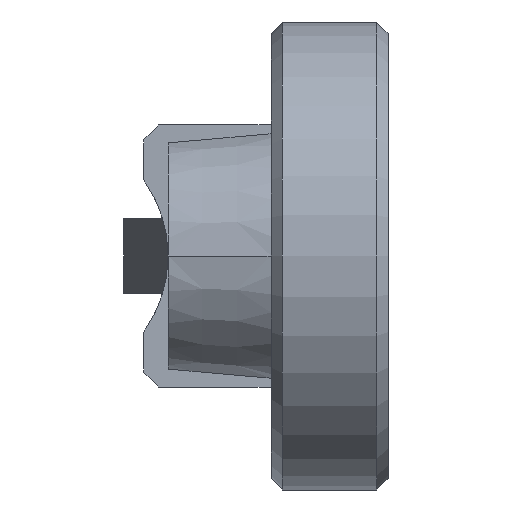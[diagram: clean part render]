
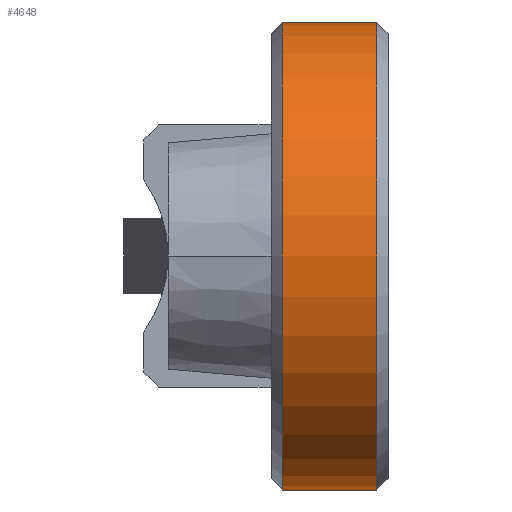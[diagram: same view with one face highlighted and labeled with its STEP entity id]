
A CAD part, left-side view. The second image highlights one B-rep face of the part: STEP entity #4648.
In plain terms, the highlighted cylindrical face has radius 6.25 mm (diameter 12.5 mm), a partial arc.
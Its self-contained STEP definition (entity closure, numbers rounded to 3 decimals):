
#858 = CONICAL_SURFACE('',#859,6.25,0.785);
#859 = AXIS2_PLACEMENT_3D('',#860,#861,#862);
#860 = CARTESIAN_POINT('',(-25.,-0.3,0.));
#861 = DIRECTION('',(-0.,-1.,0.));
#862 = DIRECTION('',(0.,0.,-1.));
#2456 = VERTEX_POINT('',#2457);
#2457 = CARTESIAN_POINT('',(-25.,-0.3,-6.25));
#2478 = VERTEX_POINT('',#2479);
#2479 = CARTESIAN_POINT('',(-25.,-0.3,6.25));
#2498 = EDGE_CURVE('',#2456,#2478,#2499,.T.);
#2499 = SURFACE_CURVE('',#2500,(#2505,#2512),.PCURVE_S1.);
#2500 = CIRCLE('',#2501,6.25);
#2501 = AXIS2_PLACEMENT_3D('',#2502,#2503,#2504);
#2502 = CARTESIAN_POINT('',(-25.,-0.3,0.));
#2503 = DIRECTION('',(0.,1.,0.));
#2504 = DIRECTION('',(0.,0.,-1.));
#2505 = PCURVE('',#858,#2506);
#2506 = DEFINITIONAL_REPRESENTATION('',(#2507),#2511);
#2507 = LINE('',#2508,#2509);
#2508 = CARTESIAN_POINT('',(-0.,0.));
#2509 = VECTOR('',#2510,1.);
#2510 = DIRECTION('',(-1.,0.));
#2511 = ( GEOMETRIC_REPRESENTATION_CONTEXT(2) 
PARAMETRIC_REPRESENTATION_CONTEXT() REPRESENTATION_CONTEXT('2D SPACE',''
  ) );
#2512 = PCURVE('',#2513,#2518);
#2513 = CYLINDRICAL_SURFACE('',#2514,6.25);
#2514 = AXIS2_PLACEMENT_3D('',#2515,#2516,#2517);
#2515 = CARTESIAN_POINT('',(-25.,0.,0.));
#2516 = DIRECTION('',(0.,1.,0.));
#2517 = DIRECTION('',(-1.,0.,0.));
#2518 = DEFINITIONAL_REPRESENTATION('',(#2519),#2523);
#2519 = LINE('',#2520,#2521);
#2520 = CARTESIAN_POINT('',(4.712,-0.3));
#2521 = VECTOR('',#2522,1.);
#2522 = DIRECTION('',(1.,0.));
#2523 = ( GEOMETRIC_REPRESENTATION_CONTEXT(2) 
PARAMETRIC_REPRESENTATION_CONTEXT() REPRESENTATION_CONTEXT('2D SPACE',''
  ) );
#2565 = PLANE('',#2566);
#2566 = AXIS2_PLACEMENT_3D('',#2567,#2568,#2569);
#2567 = CARTESIAN_POINT('',(25.,0.,-6.25));
#2568 = DIRECTION('',(0.,0.,-1.));
#2569 = DIRECTION('',(-1.,0.,0.));
#2617 = PLANE('',#2618);
#2618 = AXIS2_PLACEMENT_3D('',#2619,#2620,#2621);
#2619 = CARTESIAN_POINT('',(-25.,0.,6.25));
#2620 = DIRECTION('',(0.,0.,1.));
#2621 = DIRECTION('',(1.,0.,0.));
#4648 = ADVANCED_FACE('',(#4649),#2513,.T.);
#4649 = FACE_BOUND('',#4650,.T.);
#4650 = EDGE_LOOP('',(#4651,#4674,#4703,#4724));
#4651 = ORIENTED_EDGE('',*,*,#4652,.T.);
#4652 = EDGE_CURVE('',#2456,#4653,#4655,.T.);
#4653 = VERTEX_POINT('',#4654);
#4654 = CARTESIAN_POINT('',(-25.,-2.825,-6.25));
#4655 = SURFACE_CURVE('',#4656,(#4660,#4667),.PCURVE_S1.);
#4656 = LINE('',#4657,#4658);
#4657 = CARTESIAN_POINT('',(-25.,0.,-6.25));
#4658 = VECTOR('',#4659,1.);
#4659 = DIRECTION('',(0.,-1.,0.));
#4660 = PCURVE('',#2513,#4661);
#4661 = DEFINITIONAL_REPRESENTATION('',(#4662),#4666);
#4662 = LINE('',#4663,#4664);
#4663 = CARTESIAN_POINT('',(4.712,0.));
#4664 = VECTOR('',#4665,1.);
#4665 = DIRECTION('',(0.,-1.));
#4666 = ( GEOMETRIC_REPRESENTATION_CONTEXT(2) 
PARAMETRIC_REPRESENTATION_CONTEXT() REPRESENTATION_CONTEXT('2D SPACE',''
  ) );
#4667 = PCURVE('',#2565,#4668);
#4668 = DEFINITIONAL_REPRESENTATION('',(#4669),#4673);
#4669 = LINE('',#4670,#4671);
#4670 = CARTESIAN_POINT('',(50.,0.));
#4671 = VECTOR('',#4672,1.);
#4672 = DIRECTION('',(0.,-1.));
#4673 = ( GEOMETRIC_REPRESENTATION_CONTEXT(2) 
PARAMETRIC_REPRESENTATION_CONTEXT() REPRESENTATION_CONTEXT('2D SPACE',''
  ) );
#4674 = ORIENTED_EDGE('',*,*,#4675,.T.);
#4675 = EDGE_CURVE('',#4653,#4676,#4678,.T.);
#4676 = VERTEX_POINT('',#4677);
#4677 = CARTESIAN_POINT('',(-25.,-2.825,6.25));
#4678 = SURFACE_CURVE('',#4679,(#4684,#4691),.PCURVE_S1.);
#4679 = CIRCLE('',#4680,6.25);
#4680 = AXIS2_PLACEMENT_3D('',#4681,#4682,#4683);
#4681 = CARTESIAN_POINT('',(-25.,-2.825,0.));
#4682 = DIRECTION('',(0.,1.,0.));
#4683 = DIRECTION('',(0.,0.,-1.));
#4684 = PCURVE('',#2513,#4685);
#4685 = DEFINITIONAL_REPRESENTATION('',(#4686),#4690);
#4686 = LINE('',#4687,#4688);
#4687 = CARTESIAN_POINT('',(4.712,-2.825));
#4688 = VECTOR('',#4689,1.);
#4689 = DIRECTION('',(1.,0.));
#4690 = ( GEOMETRIC_REPRESENTATION_CONTEXT(2) 
PARAMETRIC_REPRESENTATION_CONTEXT() REPRESENTATION_CONTEXT('2D SPACE',''
  ) );
#4691 = PCURVE('',#4692,#4697);
#4692 = CONICAL_SURFACE('',#4693,6.25,0.785);
#4693 = AXIS2_PLACEMENT_3D('',#4694,#4695,#4696);
#4694 = CARTESIAN_POINT('',(-25.,-2.825,0.));
#4695 = DIRECTION('',(0.,1.,0.));
#4696 = DIRECTION('',(0.,0.,-1.));
#4697 = DEFINITIONAL_REPRESENTATION('',(#4698),#4702);
#4698 = LINE('',#4699,#4700);
#4699 = CARTESIAN_POINT('',(0.,-0.));
#4700 = VECTOR('',#4701,1.);
#4701 = DIRECTION('',(1.,-0.));
#4702 = ( GEOMETRIC_REPRESENTATION_CONTEXT(2) 
PARAMETRIC_REPRESENTATION_CONTEXT() REPRESENTATION_CONTEXT('2D SPACE',''
  ) );
#4703 = ORIENTED_EDGE('',*,*,#4704,.F.);
#4704 = EDGE_CURVE('',#2478,#4676,#4705,.T.);
#4705 = SURFACE_CURVE('',#4706,(#4710,#4717),.PCURVE_S1.);
#4706 = LINE('',#4707,#4708);
#4707 = CARTESIAN_POINT('',(-25.,0.,6.25));
#4708 = VECTOR('',#4709,1.);
#4709 = DIRECTION('',(0.,-1.,0.));
#4710 = PCURVE('',#2513,#4711);
#4711 = DEFINITIONAL_REPRESENTATION('',(#4712),#4716);
#4712 = LINE('',#4713,#4714);
#4713 = CARTESIAN_POINT('',(7.854,0.));
#4714 = VECTOR('',#4715,1.);
#4715 = DIRECTION('',(0.,-1.));
#4716 = ( GEOMETRIC_REPRESENTATION_CONTEXT(2) 
PARAMETRIC_REPRESENTATION_CONTEXT() REPRESENTATION_CONTEXT('2D SPACE',''
  ) );
#4717 = PCURVE('',#2617,#4718);
#4718 = DEFINITIONAL_REPRESENTATION('',(#4719),#4723);
#4719 = LINE('',#4720,#4721);
#4720 = CARTESIAN_POINT('',(0.,0.));
#4721 = VECTOR('',#4722,1.);
#4722 = DIRECTION('',(0.,-1.));
#4723 = ( GEOMETRIC_REPRESENTATION_CONTEXT(2) 
PARAMETRIC_REPRESENTATION_CONTEXT() REPRESENTATION_CONTEXT('2D SPACE',''
  ) );
#4724 = ORIENTED_EDGE('',*,*,#2498,.F.);
